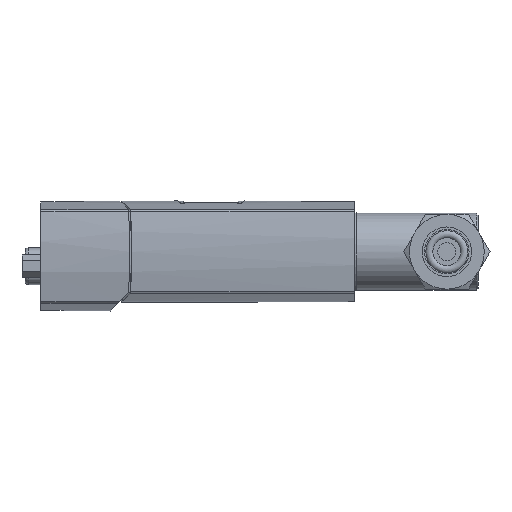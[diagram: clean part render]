
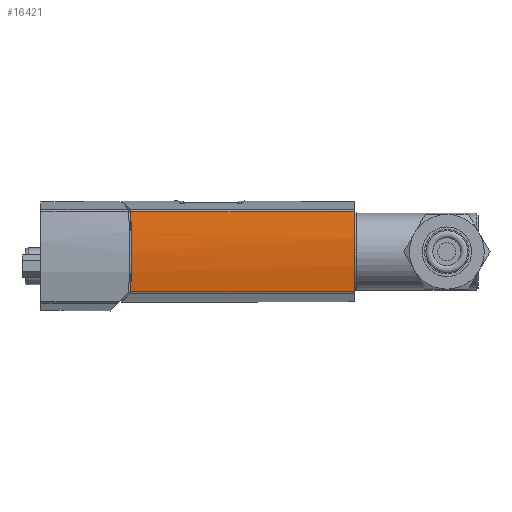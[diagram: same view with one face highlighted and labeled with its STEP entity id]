
A CAD part, left-side view. The second image highlights one B-rep face of the part: STEP entity #16421.
In plain terms, the highlighted cylindrical face has radius 50 mm (diameter 100 mm), a partial arc.
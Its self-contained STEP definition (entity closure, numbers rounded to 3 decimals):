
#84=B_SPLINE_CURVE_WITH_KNOTS($,3,(#24917,#24918,#24919,#24920),
 .UNSPECIFIED.,.F.,.F.,(4,4),(9.843,10.857),
 .UNSPECIFIED.);
#85=B_SPLINE_CURVE_WITH_KNOTS($,3,(#24922,#24923,#24924,#24925),
 .UNSPECIFIED.,.F.,.F.,(4,4),(8.828,9.843),
 .UNSPECIFIED.);
#821=LINE($,#25569,#2196);
#825=LINE($,#25577,#2200);
#2196=VECTOR($,#20498,56.873);
#2200=VECTOR($,#20510,56.873);
#3726=CYLINDRICAL_SURFACE($,#17709,50.);
#4465=FACE_OUTER_BOUND($,#5472,.T.);
#5472=EDGE_LOOP($,(#12400,#12401,#12402,#12403,#12404));
#6394=CIRCLE($,#17620,50.);
#7272=VERTEX_POINT($,#24905);
#7273=VERTEX_POINT($,#24916);
#7274=VERTEX_POINT($,#24921);
#7310=VERTEX_POINT($,#25065);
#7311=VERTEX_POINT($,#25067);
#9038=EDGE_CURVE($,#7273,#7272,#84,.T.);
#9039=EDGE_CURVE($,#7274,#7273,#85,.T.);
#9092=EDGE_CURVE($,#7311,#7310,#6394,.T.);
#9230=EDGE_CURVE($,#7311,#7272,#821,.T.);
#9234=EDGE_CURVE($,#7274,#7310,#825,.T.);
#12400=ORIENTED_EDGE($,*,*,#9038,.T.);
#12401=ORIENTED_EDGE($,*,*,#9230,.F.);
#12402=ORIENTED_EDGE($,*,*,#9092,.T.);
#12403=ORIENTED_EDGE($,*,*,#9234,.F.);
#12404=ORIENTED_EDGE($,*,*,#9039,.T.);
#16421=ADVANCED_FACE($,(#4465),#3726,.T.);
#17620=AXIS2_PLACEMENT_3D($,#25068,#20269,#20270);
#17709=AXIS2_PLACEMENT_3D($,#25578,#20511,#20512);
#20269=DIRECTION('center_axis',(0.,1.,0.));
#20270=DIRECTION('ref_axis',(-0.977,0.,-0.212));
#20498=DIRECTION($,(0.,1.,0.));
#20510=DIRECTION($,(0.,-1.,0.));
#20511=DIRECTION('center_axis',(0.,1.,0.));
#20512=DIRECTION('ref_axis',(-0.977,0.,-0.212));
#24905=CARTESIAN_POINT('',(-21.447,40.673,-10.209));
#24916=CARTESIAN_POINT('',(-22.5,40.436,0.));
#24917=CARTESIAN_POINT('Ctrl Pts',(-22.5,40.436,0.));
#24918=CARTESIAN_POINT('Ctrl Pts',(-22.5,40.436,-3.381));
#24919=CARTESIAN_POINT('Ctrl Pts',(-22.154,40.518,-6.819));
#24920=CARTESIAN_POINT('Ctrl Pts',(-21.447,40.673,-10.209));
#24921=CARTESIAN_POINT('',(-21.447,40.673,10.209));
#24922=CARTESIAN_POINT('Ctrl Pts',(-21.447,40.673,10.209));
#24923=CARTESIAN_POINT('Ctrl Pts',(-22.154,40.518,6.819));
#24924=CARTESIAN_POINT('Ctrl Pts',(-22.5,40.436,3.381));
#24925=CARTESIAN_POINT('Ctrl Pts',(-22.5,40.436,0.));
#25065=CARTESIAN_POINT('',(-21.447,-16.2,10.209));
#25067=CARTESIAN_POINT('',(-21.447,-16.2,-10.209));
#25068=CARTESIAN_POINT('Origin',(27.5,-16.2,0.));
#25569=CARTESIAN_POINT($,(-21.447,-16.2,-10.209));
#25577=CARTESIAN_POINT($,(-21.447,-16.2,10.209));
#25578=CARTESIAN_POINT('Origin',(27.5,-16.2,0.));
